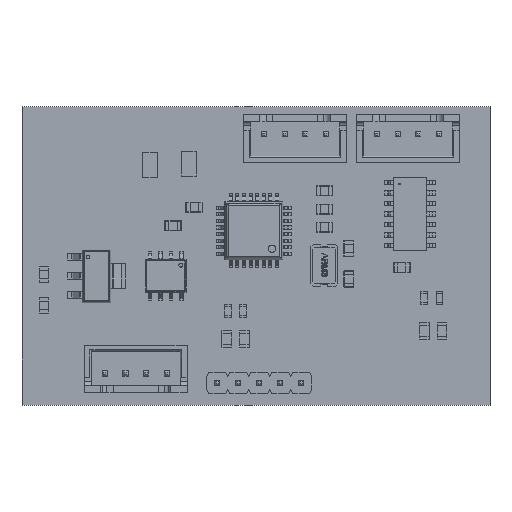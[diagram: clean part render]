
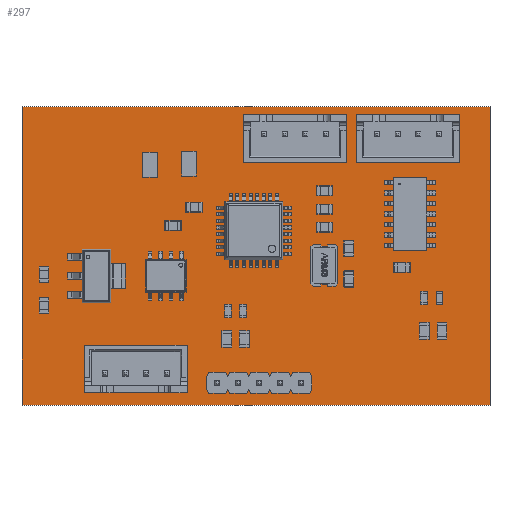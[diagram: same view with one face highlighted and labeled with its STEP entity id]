
A CAD part, top view. The second image highlights one B-rep face of the part: STEP entity #297.
In plain terms, the highlighted planar face has unit normal (0, 0, 1).
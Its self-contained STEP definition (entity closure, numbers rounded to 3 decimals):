
#168 = VERTEX_POINT('',#169);
#169 = CARTESIAN_POINT('',(72.009,57.912,0.411));
#175 = EDGE_CURVE('',#168,#176,#178,.T.);
#176 = VERTEX_POINT('',#177);
#177 = CARTESIAN_POINT('',(72.009,93.98,0.411));
#178 = LINE('',#179,#180);
#179 = CARTESIAN_POINT('',(72.009,57.912,0.411));
#180 = VECTOR('',#181,1.);
#181 = DIRECTION('',(0.,1.,0.));
#206 = EDGE_CURVE('',#176,#207,#209,.T.);
#207 = VERTEX_POINT('',#208);
#208 = CARTESIAN_POINT('',(128.651,93.98,0.411));
#209 = LINE('',#210,#211);
#210 = CARTESIAN_POINT('',(72.009,93.98,0.411));
#211 = VECTOR('',#212,1.);
#212 = DIRECTION('',(1.,0.,0.));
#237 = EDGE_CURVE('',#207,#238,#240,.T.);
#238 = VERTEX_POINT('',#239);
#239 = CARTESIAN_POINT('',(128.651,57.912,0.411));
#240 = LINE('',#241,#242);
#241 = CARTESIAN_POINT('',(128.651,93.98,0.411));
#242 = VECTOR('',#243,1.);
#243 = DIRECTION('',(0.,-1.,0.));
#268 = EDGE_CURVE('',#238,#168,#269,.T.);
#269 = LINE('',#270,#271);
#270 = CARTESIAN_POINT('',(128.651,57.912,0.411));
#271 = VECTOR('',#272,1.);
#272 = DIRECTION('',(-1.,0.,0.));
#297 = ADVANCED_FACE('',(#298),#304,.T.);
#298 = FACE_BOUND('',#299,.F.);
#299 = EDGE_LOOP('',(#300,#301,#302,#303));
#300 = ORIENTED_EDGE('',*,*,#175,.T.);
#301 = ORIENTED_EDGE('',*,*,#206,.T.);
#302 = ORIENTED_EDGE('',*,*,#237,.T.);
#303 = ORIENTED_EDGE('',*,*,#268,.T.);
#304 = PLANE('',#305);
#305 = AXIS2_PLACEMENT_3D('',#306,#307,#308);
#306 = CARTESIAN_POINT('',(72.009,57.912,0.411));
#307 = DIRECTION('',(0.,0.,1.));
#308 = DIRECTION('',(1.,0.,0.));
